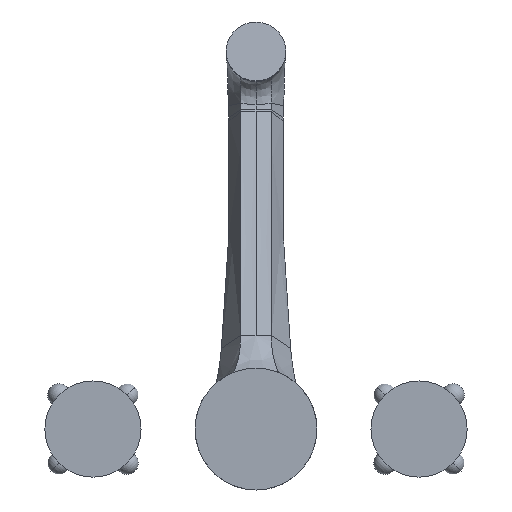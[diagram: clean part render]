
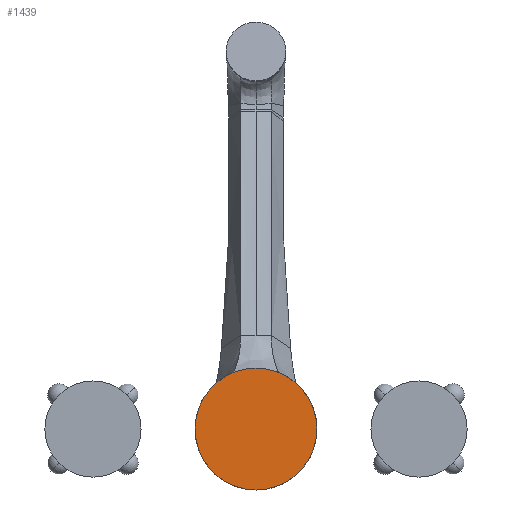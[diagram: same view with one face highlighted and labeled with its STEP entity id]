
A CAD part, front view. The second image highlights one B-rep face of the part: STEP entity #1439.
In plain terms, the highlighted planar face has unit normal (0, -1, 0).
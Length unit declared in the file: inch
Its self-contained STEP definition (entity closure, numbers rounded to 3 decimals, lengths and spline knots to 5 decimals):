
#142=CARTESIAN_POINT('',(0.,0.,0.));
#143=DIRECTION('',(0.,1.,0.));
#144=DIRECTION('',(1.,0.,0.));
#145=AXIS2_PLACEMENT_3D('',#142,#143,#144);
#268=CARTESIAN_POINT('',(0.,0.,0.));
#269=DIRECTION('',(0.,1.,0.));
#270=DIRECTION('',(-1.,0.,0.));
#271=AXIS2_PLACEMENT_3D('',#268,#269,#270);
#1172=CARTESIAN_POINT('',(-1.495,0.,0.));
#1173=CARTESIAN_POINT('',(1.495,0.,0.));
#1174=VERTEX_POINT('',#1172);
#1175=VERTEX_POINT('',#1173);
#1429=CARTESIAN_POINT('',(0.,0.,0.));
#1430=DIRECTION('',(0.,1.,0.));
#1431=DIRECTION('',(0.,0.,-1.));
#1432=AXIS2_PLACEMENT_3D('',#1429,#1430,#1431);
#1433=PLANE('',#1432);
#1435=ORIENTED_EDGE('',*,*,#1434,.T.);
#1436=ORIENTED_EDGE('',*,*,#1416,.T.);
#1437=EDGE_LOOP('',(#1435,#1436));
#1438=FACE_OUTER_BOUND('',#1437,.F.);
#1439=ADVANCED_FACE('',(#1438),#1433,.F.);
#146=CIRCLE('',#145,1.495);
#272=CIRCLE('',#271,1.495);
#1416=EDGE_CURVE('',#1175,#1174,#146,.T.);
#1434=EDGE_CURVE('',#1174,#1175,#272,.T.);
